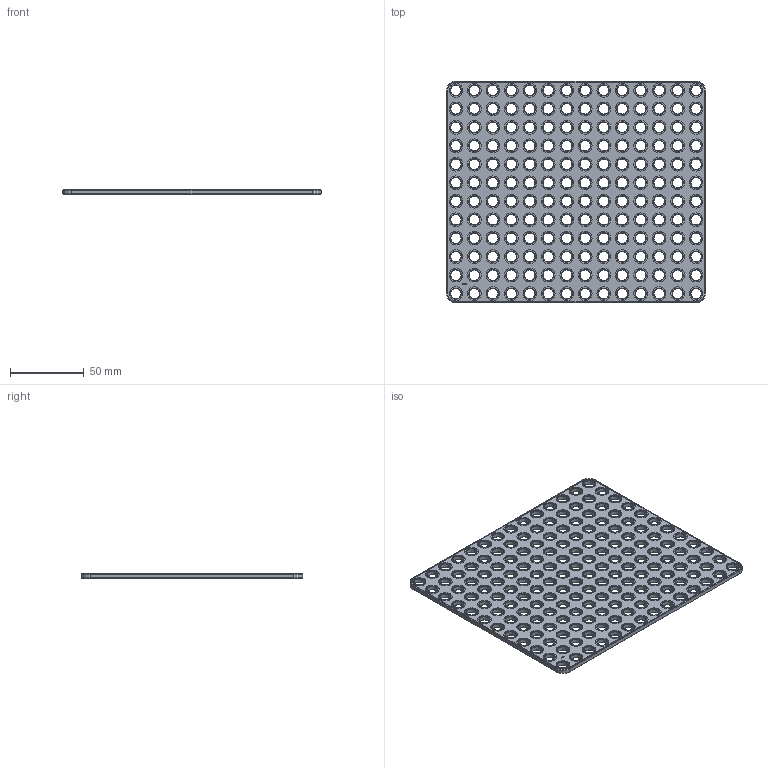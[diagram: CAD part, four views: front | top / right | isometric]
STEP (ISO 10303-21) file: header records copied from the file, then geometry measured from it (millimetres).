
FILE_DESCRIPTION(('FreeCAD Model'),'2;1');
FILE_NAME('Open CASCADE Shape Model','2024-10-08T19:10:25',(''),(''), 'Open CASCADE STEP processor 7.7','FreeCAD','Unknown');
FILE_SCHEMA(('AUTOMOTIVE_DESIGN { 1 0 10303 214 1 1 1 1 }'));
Length unit declared in the file: millimetre
Products named in the file (1): Plate RCT CRNR BU14x12x00.25 - SPN-PLT-0161 (stemfie.org)
Bounding box: 175 x 150 x 3.12 mm (x, y, z)
Volume: 58414.8 mm3; surface area: 52660.1 mm2
Topology: 1 solids, 1 shells, 1316 faces, 2990 edges, 1876 vertices
Faces by surface type: plane 498, cylinder 344, cone 344, extrusion 130
Full cylindrical faces by diameter (mm): 7 x168, 9.2 x168
Entity records: 37885 total; most frequent: CARTESIAN_POINT 7244, DIRECTION 6266, ORIENTED_EDGE 5980, EDGE_CURVE 2990, AXIS2_PLACEMENT_3D 2219, VERTEX_POINT 1876, FACE_BOUND 1852, EDGE_LOOP 1852
